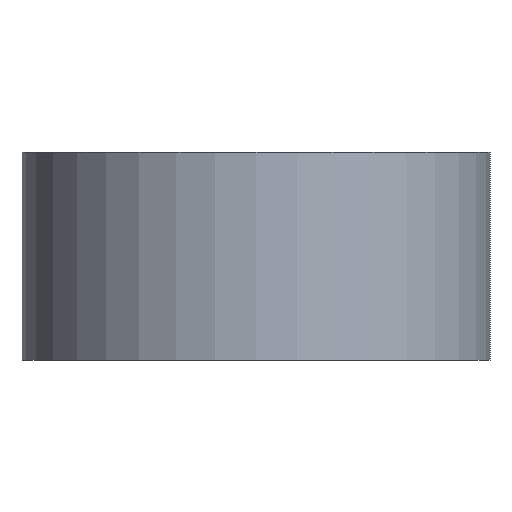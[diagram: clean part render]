
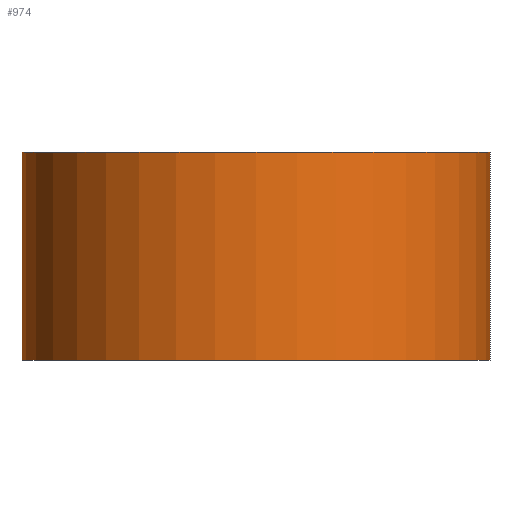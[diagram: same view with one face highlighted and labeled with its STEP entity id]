
A CAD part, left-side view. The second image highlights one B-rep face of the part: STEP entity #974.
In plain terms, the highlighted cylindrical face has radius 36 mm (diameter 72 mm), a partial arc.
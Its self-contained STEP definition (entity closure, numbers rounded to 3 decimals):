
#155 = ORIENTED_EDGE ( 'NONE', *, *, #877, .F. ) ;
#189 = DIRECTION ( 'NONE',  ( 0., 1., 0. ) ) ;
#233 = DIRECTION ( 'NONE',  ( 0., 0., 1. ) ) ;
#292 = CARTESIAN_POINT ( 'NONE',  ( 0., 0., 0. ) ) ;
#310 = VECTOR ( 'NONE', #2146, 1000. ) ;
#578 = DIRECTION ( 'NONE',  ( 0., 0., -1. ) ) ;
#621 = CARTESIAN_POINT ( 'NONE',  ( 0., 36., 0. ) ) ;
#752 = LINE ( 'NONE', #2752, #994 ) ;
#803 = LINE ( 'NONE', #621, #310 ) ;
#877 = EDGE_CURVE ( 'NONE', #2002, #1380, #1618, .T. ) ;
#929 = AXIS2_PLACEMENT_3D ( 'NONE', #1019, #1734, #189 ) ;
#974 = ADVANCED_FACE ( 'NONE', ( #3254 ), #2758, .T. ) ;
#994 = VECTOR ( 'NONE', #1735, 1000. ) ;
#1015 = CARTESIAN_POINT ( 'NONE',  ( 0., 0., 0. ) ) ;
#1019 = CARTESIAN_POINT ( 'NONE',  ( 0., 0., -32. ) ) ;
#1154 = CARTESIAN_POINT ( 'NONE',  ( 0., -36., 0. ) ) ;
#1380 = VERTEX_POINT ( 'NONE', #1154 ) ;
#1519 = AXIS2_PLACEMENT_3D ( 'NONE', #1015, #233, #2790 ) ;
#1562 = ORIENTED_EDGE ( 'NONE', *, *, #2189, .T. ) ;
#1618 = CIRCLE ( 'NONE', #1519, 36. ) ;
#1655 = EDGE_CURVE ( 'NONE', #1380, #2914, #752, .T. ) ;
#1734 = DIRECTION ( 'NONE',  ( 0., 0., 1. ) ) ;
#1735 = DIRECTION ( 'NONE',  ( 0., 0., -1. ) ) ;
#2002 = VERTEX_POINT ( 'NONE', #2969 ) ;
#2146 = DIRECTION ( 'NONE',  ( 0., 0., -1. ) ) ;
#2179 = EDGE_LOOP ( 'NONE', ( #155, #3203, #1562, #2574 ) ) ;
#2189 = EDGE_CURVE ( 'NONE', #3262, #2914, #2667, .T. ) ;
#2357 = DIRECTION ( 'NONE',  ( 0., -1., 0. ) ) ;
#2574 = ORIENTED_EDGE ( 'NONE', *, *, #1655, .F. ) ;
#2602 = AXIS2_PLACEMENT_3D ( 'NONE', #292, #578, #2357 ) ;
#2667 = CIRCLE ( 'NONE', #929, 36. ) ;
#2752 = CARTESIAN_POINT ( 'NONE',  ( 0., -36., 0. ) ) ;
#2758 = CYLINDRICAL_SURFACE ( 'NONE', #2602, 36. ) ;
#2790 = DIRECTION ( 'NONE',  ( 0., 1., 0. ) ) ;
#2912 = CARTESIAN_POINT ( 'NONE',  ( 0., 36., -32. ) ) ;
#2914 = VERTEX_POINT ( 'NONE', #3322 ) ;
#2969 = CARTESIAN_POINT ( 'NONE',  ( 0., 36., 0. ) ) ;
#3152 = EDGE_CURVE ( 'NONE', #2002, #3262, #803, .T. ) ;
#3203 = ORIENTED_EDGE ( 'NONE', *, *, #3152, .T. ) ;
#3254 = FACE_OUTER_BOUND ( 'NONE', #2179, .T. ) ;
#3262 = VERTEX_POINT ( 'NONE', #2912 ) ;
#3322 = CARTESIAN_POINT ( 'NONE',  ( 0., -36., -32. ) ) ;
